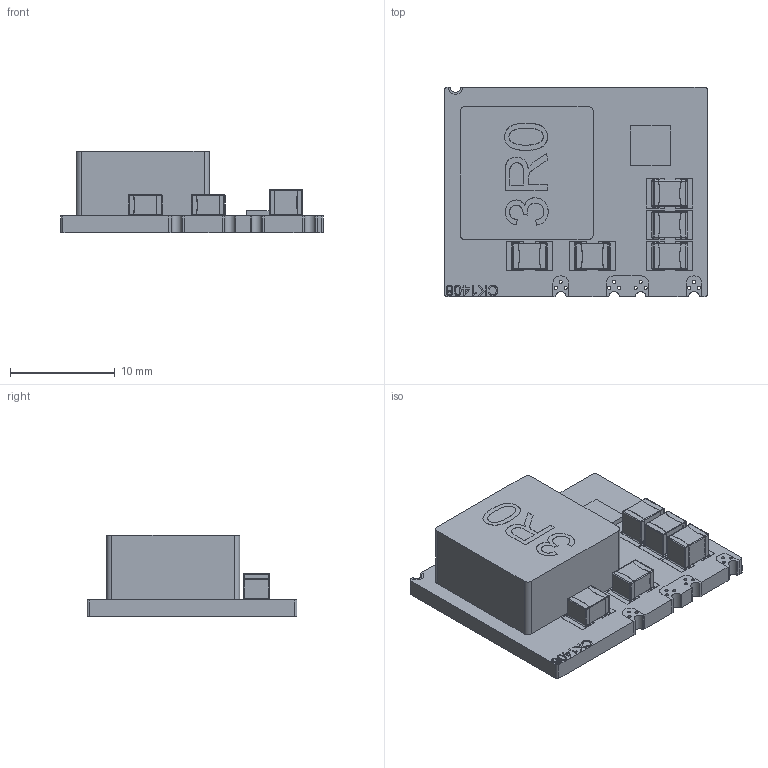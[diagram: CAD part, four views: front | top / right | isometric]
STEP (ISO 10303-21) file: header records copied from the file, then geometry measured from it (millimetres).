
FILE_DESCRIPTION(/* description */ (''),/* implementation_level */ '2;1');
FILE_NAME(/* name */ 'CK1408 v14.step',/* time_stamp */ '2023-11-17T19:33:09+08:00',/* author */ (''),/* organization */ (''),/* preprocessor_version */ 'ST-DEVELOPER v20',/* originating_system */ 'Autodesk Translation Framework v12.14.0.127',/* authorisation */ '');
FILE_SCHEMA (('AUTOMOTIVE_DESIGN { 1 0 10303 214 3 1 1 }'));
Length unit declared in the file: millimetre
Products named in the file (17): CK1408; Ceramic_Capacitor_1210_h99mil_Solder v1; Pin1; Pin2; CeramicBody; Ceramic_Capacitor_1210_h99mil_Solder v1 (1); Pin1 (1); Pin2 (1); CeramicBody (1); Ceramic_Capacitor_1210_h79mil_Solder; Pin1_1; Pin2_1; CeramicBody_1; Ceramic_Capacitor_1210_h99mil_Solder v1 (2); Pin1 (2); Pin2 (2); CeramicBody (2)
Assembly tree (17 placements, depth 3):
  CK1408
    Ceramic_Capacitor_1210_h99mil_Solder v1
      Pin1
      Pin2
      CeramicBody
    Ceramic_Capacitor_1210_h99mil_Solder v1 (1)
      Pin1 (1)
      Pin2 (1)
      CeramicBody (1)
    Ceramic_Capacitor_1210_h79mil_Solder  x2
      Pin1_1
      Pin2_1
      CeramicBody_1
    Ceramic_Capacitor_1210_h99mil_Solder v1 (2)
      Pin1 (2)
      Pin2 (2)
      CeramicBody (2)
Bounding box: 25 x 20 x 7.76 mm (x, y, z)
Volume: 1671.2 mm3; surface area: 3127.6 mm2
Topology: 33 solids, 33 shells, 826 faces, 2122 edges, 1354 vertices
Faces by surface type: plane 320, bspline 300, cylinder 179, sphere 20, torus 7
Full cylindrical faces by diameter (mm): 0.3 x12, 9.5 x4, 10 x4
Entity records: 30762 total; most frequent: CARTESIAN_POINT 13980, ORIENTED_EDGE 3748, DIRECTION 2821, EDGE_CURVE 1874, VERTEX_POINT 1212, AXIS2_PLACEMENT_3D 960, LINE 901, VECTOR 901
